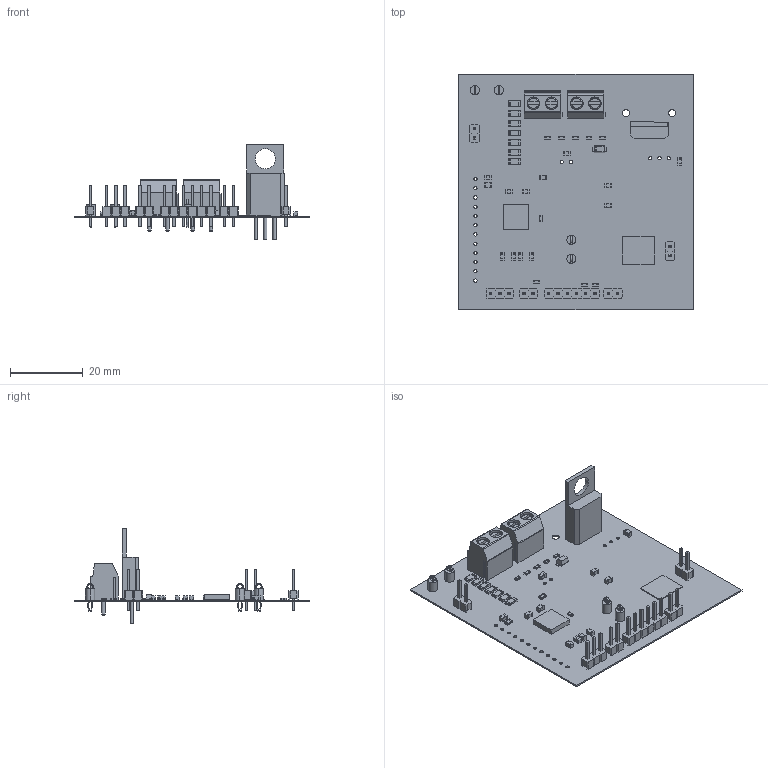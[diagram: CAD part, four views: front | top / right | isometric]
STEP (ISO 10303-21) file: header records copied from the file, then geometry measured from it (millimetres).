
FILE_DESCRIPTION(('Open CASCADE Model'),'2;1');
FILE_NAME('Open CASCADE Shape Model','2022-03-16T20:51:11',('Author'),( 'Open CASCADE'),'Open CASCADE STEP processor 6.8','Open CASCADE 6.8' ,'Unknown');
FILE_SCHEMA(('AUTOMOTIVE_DESIGN { 1 0 10303 214 1 1 1 1 }'));
Length unit declared in the file: millimetre
Products named in the file (137): PCB; Board; Open CASCADE STEP translator 6.8 1.1.1; R18; 6273108976; Mid_Body; Terminal; Open_CASCADE_STEP_translator_6.8_24.2.1; Mark; R17; 6273112816; R16; 6273106896; Q1; 6273105136; VBATM; keystone-PN5002; R9; 6273105376; Open_CASCADE_STEP_translator_6.8_16.2.1; VBATP; R15; 6273113856; R14; R13; R5; P8; 61300211121_Download_STP_61300211121_rev1; 6130xx11121_PIN; 61300211121; P6; CUI_DEVICES_TB002-500-02BE; TB002-500-02P(Blue_-_S); T1; 6258569568; Extruded; P9; U1; 6258571968; P1 ...
Assembly tree (176 placements, depth 5):
  PCB
    Board
      Open CASCADE STEP translator 6.8 1.1.1
    R18
      6273108976
        Mid_Body
        Terminal  x2
          Open_CASCADE_STEP_translator_6.8_24.2.1
        Mark
    R17
      6273112816
        Mid_Body
        Terminal  x2
          Open_CASCADE_STEP_translator_6.8_24.2.1
        Mark
    R16
      6273106896
        Mid_Body
        Terminal  x2
          Open_CASCADE_STEP_translator_6.8_24.2.1
        Mark
    Q1
      6273105136
    VBATM
      keystone-PN5002
    R9
      6273105376
        Mid_Body
        Terminal  x2
          Open_CASCADE_STEP_translator_6.8_16.2.1
        Mark
    VBATP
      keystone-PN5002
    R15
      6273113856
        Mid_Body
        Terminal  x2
          Open_CASCADE_STEP_translator_6.8_16.2.1
        Mark
    R14
      6273113856
        Mid_Body
        Terminal  x2
          Open_CASCADE_STEP_translator_6.8_16.2.1
        Mark
    R13
      6273113856
        Mid_Body
        Terminal  x2
          Open_CASCADE_STEP_translator_6.8_16.2.1
        Mark
    R5
      6273113856
        Mid_Body
        Terminal  x2
          Open_CASCADE_STEP_translator_6.8_16.2.1
        Mark
    P8
      61300211121_Download_STP_61300211121_rev1
        6130xx11121_PIN  x2
Bounding box: 64.52 x 64.77 x 26.19 mm (x, y, z)
Volume: 4093.5 mm3; surface area: 12807.5 mm2
Topology: 147 solids, 147 shells, 2050 faces, 4854 edges, 3022 vertices
Faces by surface type: plane 1578, cylinder 356, sphere 88, torus 12, bspline 8, cone 8
Full cylindrical faces by diameter (mm): 0.889 x3, 0.9 x34, 1 x4, 1.144 x3, 1.27 x4, 1.3 x4, 2 x2, 2.8 x4, 3.5 x4
Entity records: 31152 total; most frequent: CARTESIAN_POINT 4858, DIRECTION 4412, ORIENTED_EDGE 4090, EDGE_CURVE 2045, LINE 1640, VECTOR 1640, AXIS2_PLACEMENT_3D 1386, VERTEX_POINT 1314
